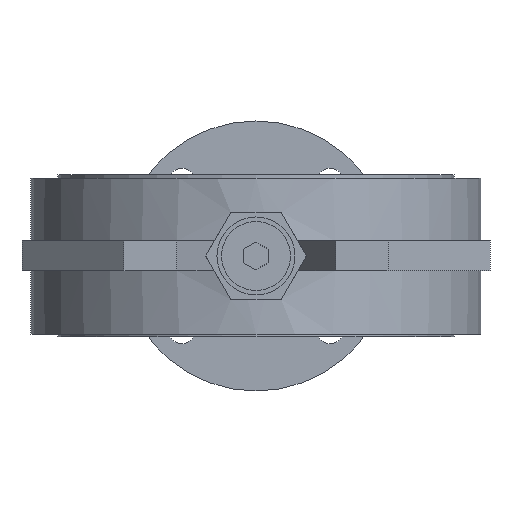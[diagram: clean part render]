
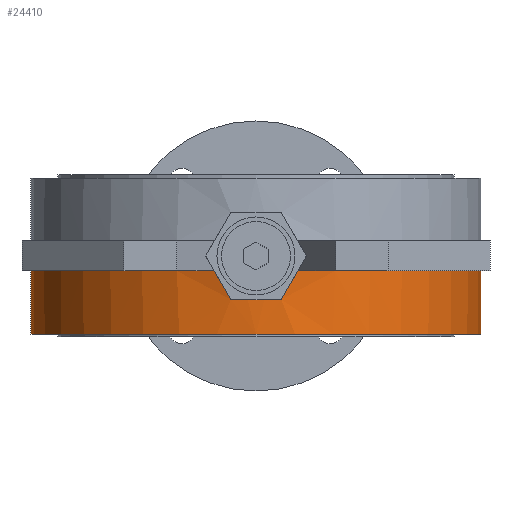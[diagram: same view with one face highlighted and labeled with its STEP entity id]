
A CAD part, front view. The second image highlights one B-rep face of the part: STEP entity #24410.
In plain terms, the highlighted cylindrical face has radius 75 mm (diameter 150 mm), a partial arc.
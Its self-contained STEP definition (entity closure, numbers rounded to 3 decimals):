
#88 = DIRECTION ( 'NONE',  ( 0., 0., 1. ) ) ;
#666 = VERTEX_POINT ( 'NONE', #23052 ) ;
#872 = DIRECTION ( 'NONE',  ( 1., 0., 0. ) ) ;
#948 = CARTESIAN_POINT ( 'NONE',  ( 10.21, -74.325, -11.316 ) ) ;
#959 = EDGE_CURVE ( 'NONE', #9294, #11205, #13982, .T. ) ;
#1144 = DIRECTION ( 'NONE',  ( 0., 0., 1. ) ) ;
#1714 = AXIS2_PLACEMENT_3D ( 'NONE', #11875, #17522, #19430 ) ;
#1767 = CARTESIAN_POINT ( 'NONE',  ( 0., 0., 115.101 ) ) ;
#1850 = CYLINDRICAL_SURFACE ( 'NONE', #19327, 75. ) ;
#2047 = DIRECTION ( 'NONE',  ( 1., 0., 0. ) ) ;
#2568 = LINE ( 'NONE', #21755, #22037 ) ;
#2638 = CARTESIAN_POINT ( 'NONE',  ( -13.856, -73.709, -5. ) ) ;
#2658 = ORIENTED_EDGE ( 'NONE', *, *, #23571, .T. ) ;
#2771 = CARTESIAN_POINT ( 'NONE',  ( 13.856, -73.709, -5. ) ) ;
#2907 = VERTEX_POINT ( 'NONE', #8839 ) ;
#3381 = EDGE_CURVE ( 'NONE', #2907, #5460, #12605, .T. ) ;
#3486 = ORIENTED_EDGE ( 'NONE', *, *, #12898, .T. ) ;
#3980 = DIRECTION ( 'NONE',  ( 1., 0., 0. ) ) ;
#4394 = CARTESIAN_POINT ( 'NONE',  ( -8.372, -74.531, -14.5 ) ) ;
#4650 = CARTESIAN_POINT ( 'NONE',  ( 12.039, -74.051, -8.148 ) ) ;
#5329 = VECTOR ( 'NONE', #22108, 1000. ) ;
#5460 = VERTEX_POINT ( 'NONE', #2638 ) ;
#6561 = CARTESIAN_POINT ( 'NONE',  ( 8.372, -74.531, -14.5 ) ) ;
#7161 = DIRECTION ( 'NONE',  ( 0., 0., -1. ) ) ;
#8839 = CARTESIAN_POINT ( 'NONE',  ( -75., 0., -5. ) ) ;
#9294 = VERTEX_POINT ( 'NONE', #13765 ) ;
#9822 = CIRCLE ( 'NONE', #12575, 75. ) ;
#10468 = DIRECTION ( 'NONE',  ( 0., 0., 1. ) ) ;
#10612 = EDGE_CURVE ( 'NONE', #17181, #16773, #2568, .T. ) ;
#10728 = CARTESIAN_POINT ( 'NONE',  ( -10.21, -74.325, -11.316 ) ) ;
#11205 = VERTEX_POINT ( 'NONE', #4394 ) ;
#11609 = FACE_OUTER_BOUND ( 'NONE', #18550, .T. ) ;
#11875 = CARTESIAN_POINT ( 'NONE',  ( 0., 0., -26. ) ) ;
#11915 = AXIS2_PLACEMENT_3D ( 'NONE', #22506, #88, #2047 ) ;
#12057 = CARTESIAN_POINT ( 'NONE',  ( -8.372, -74.531, -14.5 ) ) ;
#12367 = CARTESIAN_POINT ( 'NONE',  ( -13.856, -73.709, -5. ) ) ;
#12431 =( BOUNDED_CURVE ( )  B_SPLINE_CURVE ( 3, ( #12057, #10728, #16291, #12367 ),
 .UNSPECIFIED., .F., .F. ) 
 B_SPLINE_CURVE_WITH_KNOTS ( ( 4, 4 ),
 ( 4.824, 4.898 ),
 .UNSPECIFIED. ) 
 CURVE ( )  GEOMETRIC_REPRESENTATION_ITEM ( )  RATIONAL_B_SPLINE_CURVE ( ( 1., 1., 1., 1. ) ) 
 REPRESENTATION_ITEM ( '' )  );
#12575 = AXIS2_PLACEMENT_3D ( 'NONE', #21720, #10468, #872 ) ;
#12605 = CIRCLE ( 'NONE', #11915, 75. ) ;
#12772 = AXIS2_PLACEMENT_3D ( 'NONE', #18496, #7161, #24233 ) ;
#12898 = EDGE_CURVE ( 'NONE', #19533, #9294, #23957, .T. ) ;
#13765 = CARTESIAN_POINT ( 'NONE',  ( 8.372, -74.531, -14.5 ) ) ;
#13982 = CIRCLE ( 'NONE', #12772, 75. ) ;
#14931 = ORIENTED_EDGE ( 'NONE', *, *, #959, .T. ) ;
#14945 = EDGE_CURVE ( 'NONE', #11205, #5460, #12431, .T. ) ;
#14981 = CARTESIAN_POINT ( 'NONE',  ( 13.856, -73.709, -5. ) ) ;
#14987 = DIRECTION ( 'NONE',  ( 0., 0., 1. ) ) ;
#15676 = ORIENTED_EDGE ( 'NONE', *, *, #3381, .F. ) ;
#15685 = LINE ( 'NONE', #20202, #5329 ) ;
#16005 = CIRCLE ( 'NONE', #1714, 75. ) ;
#16291 = CARTESIAN_POINT ( 'NONE',  ( -12.039, -74.051, -8.148 ) ) ;
#16773 = VERTEX_POINT ( 'NONE', #23159 ) ;
#17181 = VERTEX_POINT ( 'NONE', #24447 ) ;
#17468 = ORIENTED_EDGE ( 'NONE', *, *, #14945, .T. ) ;
#17522 = DIRECTION ( 'NONE',  ( 0., 0., 1. ) ) ;
#17829 = ORIENTED_EDGE ( 'NONE', *, *, #20780, .F. ) ;
#17846 = ORIENTED_EDGE ( 'NONE', *, *, #10612, .T. ) ;
#18074 = EDGE_CURVE ( 'NONE', #666, #2907, #15685, .T. ) ;
#18496 = CARTESIAN_POINT ( 'NONE',  ( 0., 0., -14.5 ) ) ;
#18550 = EDGE_LOOP ( 'NONE', ( #19596, #2658, #17846, #17829, #3486, #14931, #17468, #15676 ) ) ;
#19327 = AXIS2_PLACEMENT_3D ( 'NONE', #1767, #14987, #3980 ) ;
#19430 = DIRECTION ( 'NONE',  ( 1., 0., 0. ) ) ;
#19533 = VERTEX_POINT ( 'NONE', #14981 ) ;
#19596 = ORIENTED_EDGE ( 'NONE', *, *, #18074, .F. ) ;
#20202 = CARTESIAN_POINT ( 'NONE',  ( -75., 0., 115.101 ) ) ;
#20780 = EDGE_CURVE ( 'NONE', #19533, #16773, #9822, .T. ) ;
#21720 = CARTESIAN_POINT ( 'NONE',  ( 0., 0., -5. ) ) ;
#21755 = CARTESIAN_POINT ( 'NONE',  ( 75., 0., 115.101 ) ) ;
#22037 = VECTOR ( 'NONE', #1144, 1000. ) ;
#22108 = DIRECTION ( 'NONE',  ( 0., 0., 1. ) ) ;
#22506 = CARTESIAN_POINT ( 'NONE',  ( 0., 0., -5. ) ) ;
#23052 = CARTESIAN_POINT ( 'NONE',  ( -75., 0., -26. ) ) ;
#23159 = CARTESIAN_POINT ( 'NONE',  ( 75., 0., -5. ) ) ;
#23571 = EDGE_CURVE ( 'NONE', #666, #17181, #16005, .T. ) ;
#23957 =( BOUNDED_CURVE ( )  B_SPLINE_CURVE ( 3, ( #2771, #4650, #948, #6561 ),
 .UNSPECIFIED., .F., .F. ) 
 B_SPLINE_CURVE_WITH_KNOTS ( ( 4, 4 ),
 ( 1.385, 1.459 ),
 .UNSPECIFIED. ) 
 CURVE ( )  GEOMETRIC_REPRESENTATION_ITEM ( )  RATIONAL_B_SPLINE_CURVE ( ( 1., 1., 1., 1. ) ) 
 REPRESENTATION_ITEM ( '' )  );
#24233 = DIRECTION ( 'NONE',  ( 1., 0., 0. ) ) ;
#24410 = ADVANCED_FACE ( 'NONE', ( #11609 ), #1850, .T. ) ;
#24447 = CARTESIAN_POINT ( 'NONE',  ( 75., 0., -26. ) ) ;
